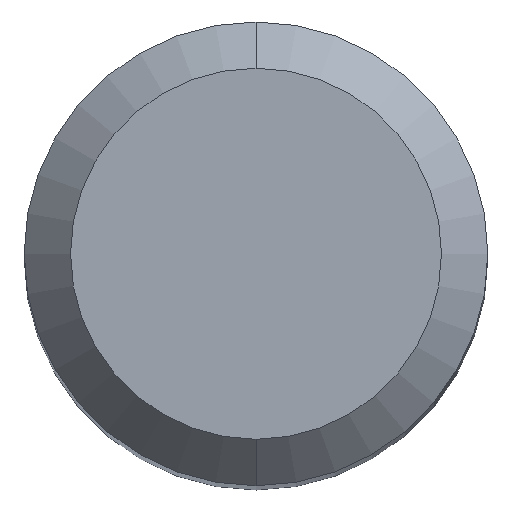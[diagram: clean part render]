
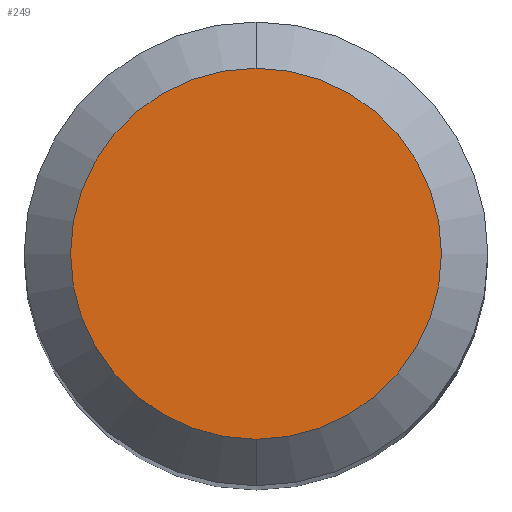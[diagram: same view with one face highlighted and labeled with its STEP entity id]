
A CAD part, top view. The second image highlights one B-rep face of the part: STEP entity #249.
In plain terms, the highlighted planar face has unit normal (0, 0, 1).
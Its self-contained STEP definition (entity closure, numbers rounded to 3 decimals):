
#17 = CARTESIAN_POINT ( 'NONE',  ( 0., 4., 53.75 ) ) ;
#67 = EDGE_CURVE ( 'NONE', #308, #220, #321, .T. ) ;
#92 = DIRECTION ( 'NONE',  ( 0., 0., -1. ) ) ;
#99 = ORIENTED_EDGE ( 'NONE', *, *, #67, .F. ) ;
#129 = DIRECTION ( 'NONE',  ( 0., 1., 0. ) ) ;
#132 = CARTESIAN_POINT ( 'NONE',  ( 0., 0., 53.75 ) ) ;
#143 = EDGE_LOOP ( 'NONE', ( #176, #99 ) ) ;
#169 = DIRECTION ( 'NONE',  ( 0., 0., -1. ) ) ;
#176 = ORIENTED_EDGE ( 'NONE', *, *, #408, .F. ) ;
#220 = VERTEX_POINT ( 'NONE', #17 ) ;
#225 = DIRECTION ( 'NONE',  ( 0., 1., 0. ) ) ;
#238 = DIRECTION ( 'NONE',  ( 0., 1., 0. ) ) ;
#248 = FACE_OUTER_BOUND ( 'NONE', #143, .T. ) ;
#249 = ADVANCED_FACE ( 'NONE', ( #248 ), #288, .F. ) ;
#264 = CARTESIAN_POINT ( 'NONE',  ( 0., 0., 53.75 ) ) ;
#288 = PLANE ( 'NONE',  #417 ) ;
#290 = CARTESIAN_POINT ( 'NONE',  ( 0., -4., 53.75 ) ) ;
#300 = DIRECTION ( 'NONE',  ( 0., 0., -1. ) ) ;
#308 = VERTEX_POINT ( 'NONE', #290 ) ;
#318 = CIRCLE ( 'NONE', #382, 4. ) ;
#321 = CIRCLE ( 'NONE', #428, 4. ) ;
#355 = CARTESIAN_POINT ( 'NONE',  ( 0., 0., 53.75 ) ) ;
#382 = AXIS2_PLACEMENT_3D ( 'NONE', #264, #169, #238 ) ;
#408 = EDGE_CURVE ( 'NONE', #220, #308, #318, .T. ) ;
#417 = AXIS2_PLACEMENT_3D ( 'NONE', #355, #92, #225 ) ;
#428 = AXIS2_PLACEMENT_3D ( 'NONE', #132, #300, #129 ) ;
